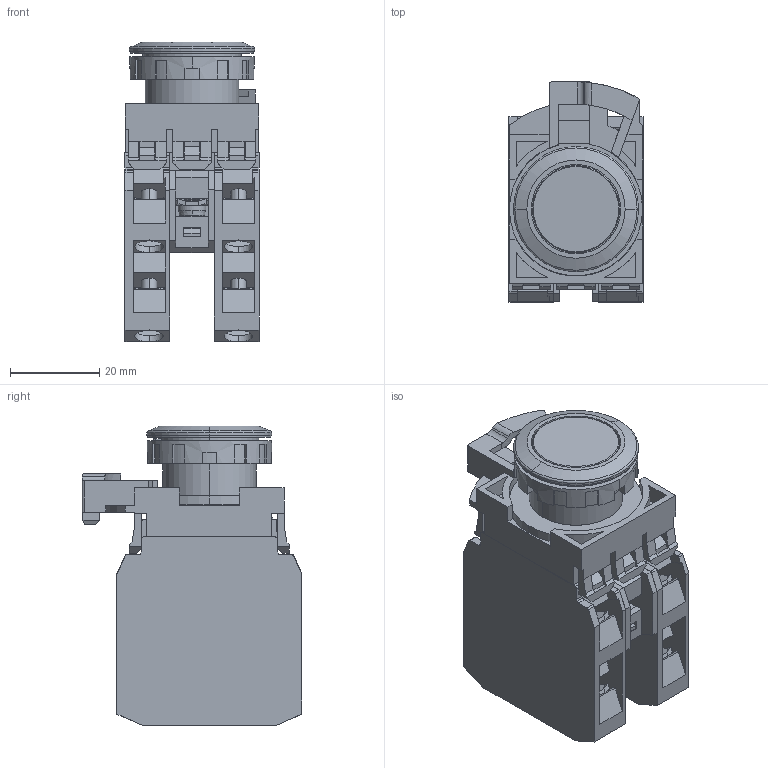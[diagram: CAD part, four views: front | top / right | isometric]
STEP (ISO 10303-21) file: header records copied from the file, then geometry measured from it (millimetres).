
FILE_DESCRIPTION (( 'STEP AP214' ), '1' );
FILE_NAME ('04_CW[1][4]L-A1E22Q#$.STEP', '2020-09-23T01:48:40', ( 'IDEC' ), ( 'IDEC' ), 'SwSTEP 2.0', 'SolidWorks 2019', '' );
FILE_SCHEMA (( 'AUTOMOTIVE_DESIGN' ));
Length unit declared in the file: millimetre
Products named in the file (7): CW-PB-AL-BODY; YW-EWxx; 04_CW[1][4]L-A1E22Q#$; CW-ROUND-FLUSH-LENS; CW-EAQ#; CW-CN; CW-LOCK-NUT
Assembly tree (7 placements, depth 2):
  04_CW[1][4]L-A1E22Q#$
    CW-PB-AL-BODY
    CW-ROUND-FLUSH-LENS
    CW-CN
    YW-EWxx  x2
    CW-EAQ#
    CW-LOCK-NUT
Bounding box: 30 x 49.2 x 67.1 mm (x, y, z)
Volume: 51199.1 mm3; surface area: 32155.6 mm2
Topology: 7 solids, 7 shells, 1467 faces, 3882 edges, 2472 vertices
Faces by surface type: plane 1028, cylinder 315, bspline 76, cone 48
Entity records: 32138 total; most frequent: CARTESIAN_POINT 7106, ORIENTED_EDGE 5364, DIRECTION 4874, EDGE_CURVE 2682, VECTOR 1966, LINE 1966, VERTEX_POINT 1712, AXIS2_PLACEMENT_3D 1454
